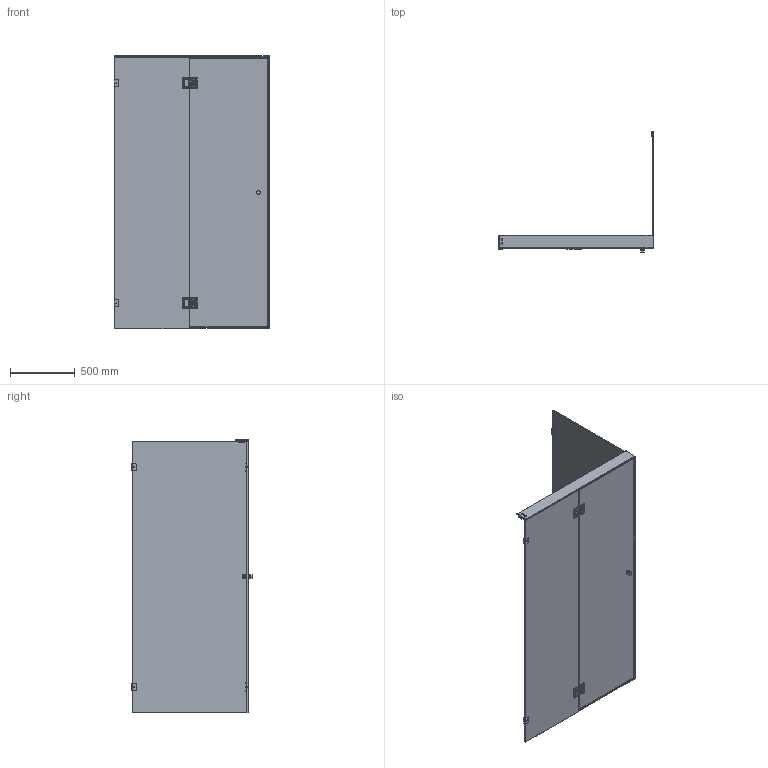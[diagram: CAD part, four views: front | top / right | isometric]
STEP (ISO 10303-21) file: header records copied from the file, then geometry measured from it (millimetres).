
FILE_DESCRIPTION(/* description */ (''),/* implementation_level */ '2;1');
FILE_NAME(/* name */ 'STEP - H31RE01 1200x900 clip_1710025',/* time_stamp */ '2024-08-13T17:07:55+10:00',/* author */ (''),/* organization */ (''),/* preprocessor_version */ 'ST-DEVELOPER v16.5',/* originating_system */ 'Rhino 7.23',/* authorisation */ '');
FILE_SCHEMA (('AUTOMOTIVE_DESIGN'));
Products named in the file (41): Document; H31RE01ǽ�в�g-�� 1200
x900x2100; H31�̲�27; 79; hex lobular socket ctsk screws gb_GB_MC_SCREW_TYPE12 M6X14-10.7-N18; s1900A-�ɺ�2; ǽ��-2-�ɺ�68; s1900A-�ɺ�35; ���װ�θ�-�ɺ�3
1; ǽ��-1-�ɺ�6; �80; 05F0FFFDFFFDFFFD58E8
\X0\R4�ǣ�77; ͨ��S5XXϵ�н�Ƭ8; M6 x 12-12N_ISO 10642 - M6 x 12 --- 12N20; ��õ����ȦA-257; ͨ�õ�ɵ���ת��76; H520�̶����45; ��õ������A15455; ISO 4027 - M5 x 10_ISO 4027 - M5 x 10-N33; H510����4; H700���47; ���-C��ǳ�ͷM5�ݶ�_
ISO 4762 M5 x 25 --- 25N49; H700����72; H700����_212; ��õ�����125; ͨ�õ����ת�ὺ��1
6; M6 x 16����ǳ�ͷ�ݶ�_ISO 10642 - M
6 x 16 --- 16C39; ���GA.700��Ʒ64; H710�̶���43; LS06537; 302A-1066; H31�70; ���83; H31���41; �g-��8182; �g-��6162; FFFDFFFD
\X0\-U78; FFFDFFFD
\X0\-U52; hex socket set screws with flat point gb_GB_FASTENER_SCREWS_HSFP M8X6
-N29; FFFD
\X0\g-��-U59 ...
Assembly tree (62 placements, depth 5):
  Document
    H31RE01ǽ�в�g-�� 1200
x900x2100
      H31�̲�27
  79  x2
        hex lobular socket ctsk screws gb_GB_MC_SCREW_TYPE12 M6X14-10.7-N18
  s1900A-�ɺ�2
        ǽ��-2-�ɺ�68
  s1900A-�ɺ�35
        ���װ�θ�-�ɺ�3
1
        ǽ��-1-�ɺ�6
      �80
  05F0FFFDFFFDFFFD58E8
\X0\R4�ǣ�77  x2
          ���װ�θ�-�ɺ�3
1
          ͨ��S5XXϵ�н�Ƭ8
          M6 x 12-12N_ISO 10642 - M6 x 12 --- 12N20
          ��õ����ȦA-257
          ͨ�õ�ɵ���ת��76
          H520�̶����45
          ��õ������A15455
          ISO 4027 - M5 x 10_ISO 4027 - M5 x 10-N33
          H510����4
          H700���47
          ���-C��ǳ�ͷM5�ݶ�_
ISO 4762 M5 x 25 --- 25N49
          H700����72
          H700����_212
          ��õ�����125
          ͨ�õ����ת�ὺ��1
6
          M6 x 16����ǳ�ͷ�ݶ�_ISO 10642 - M
6 x 16 --- 16C39
          ���GA.700��Ʒ64
          H710�̶���43
        LS06537
        302A-1066
        H31�70
      ���83
        H31���41
  79  x2
          hex lobular socket ctsk screws gb_GB_MC_SCREW_TYPE12 M6X14-10.7-N18
  s1900A-�ɺ�2
          ǽ��-2-�ɺ�68
  s1900A-�ɺ�35
          ���װ�θ�-�ɺ�3
1
          ǽ��-1-�ɺ�6
      �g-��8182
        �g-��6162
  FFFDFFFD
\X0\-U78
  FFFDFFFD
\X0\-U52
          hex socket set screws with flat point gb_GB_FASTENER_SCREWS_HSFP M8X6
-N29  x2
  FFFD
\X0\g-��-U59
  FFFD
\X0\g-��-U10
Bounding box: 1205 x 932 x 2116.5 mm (x, y, z)
Volume: 44918380.5 mm3; surface area: 9411563.5 mm2
Topology: 106 solids, 106 shells, 6168 faces, 15412 edges, 9592 vertices
Faces by surface type: plane 3264, bspline 1580, cylinder 1324
Entity records: 81968 total; most frequent: CARTESIAN_POINT 38102, ORIENTED_EDGE 12838, EDGE_CURVE 6419, B_SPLINE_CURVE_WITH_KNOTS 4953, VERTEX_POINT 4099, EDGE_LOOP 2654, ADVANCED_FACE 2494, FACE_OUTER_BOUND 2494
